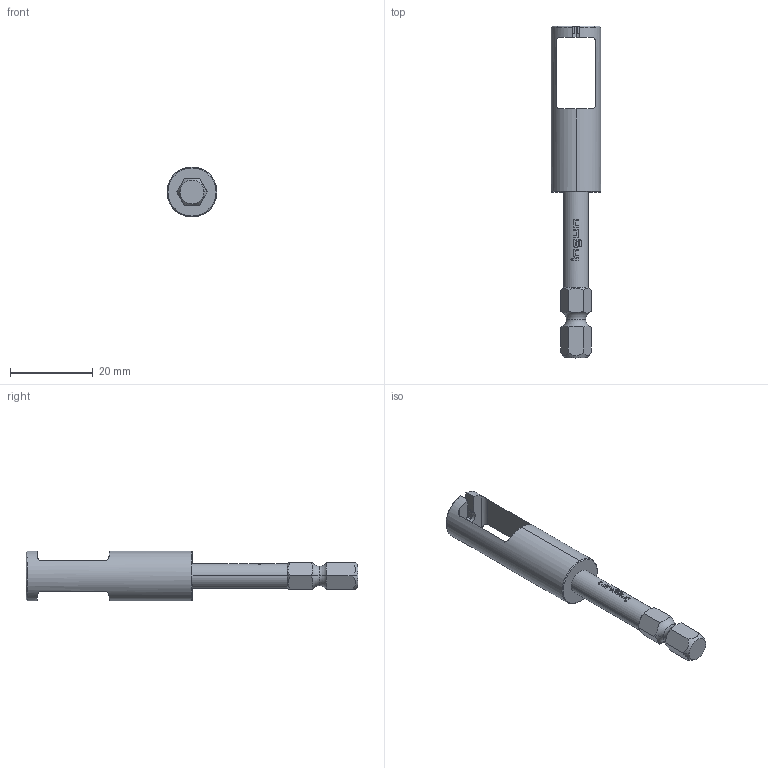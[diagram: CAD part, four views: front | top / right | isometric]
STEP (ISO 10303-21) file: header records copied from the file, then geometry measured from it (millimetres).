
FILE_DESCRIPTION (( 'STEP AP203' ), '1' );
FILE_NAME ('INGUN_BIT-GKS-103_M-900.STEP', '2022-03-08T15:59:12', ( 'ochi' ), ( '' ), 'SwSTEP 2.0', 'SolidWorks 2018', '' );
FILE_SCHEMA (( 'CONFIG_CONTROL_DESIGN' ));
Length unit declared in the file: millimetre
Products named in the file (1): INGUN_BIT-GKS-103_M-900
Bounding box: 12 x 80 x 12 mm (x, y, z)
Volume: 3935.7 mm3; surface area: 2602.1 mm2
Topology: 1 solids, 1 shells, 126 faces, 343 edges, 224 vertices
Faces by surface type: plane 73, bspline 22, cylinder 20, cone 7, torus 4
Entity records: 4593 total; most frequent: CARTESIAN_POINT 1552, ORIENTED_EDGE 686, DIRECTION 518, EDGE_CURVE 343, VERTEX_POINT 224, AXIS2_PLACEMENT_3D 190, LINE 138, VECTOR 138
